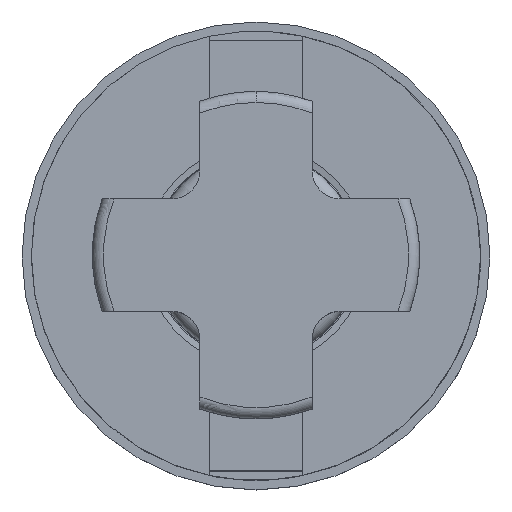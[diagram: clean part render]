
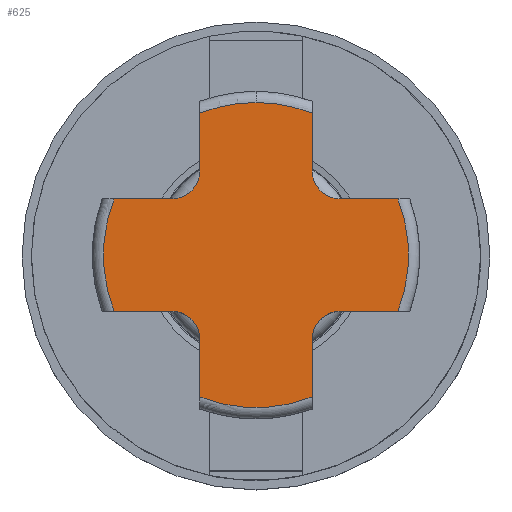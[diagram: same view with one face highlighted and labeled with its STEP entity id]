
A CAD part, top view. The second image highlights one B-rep face of the part: STEP entity #625.
In plain terms, the highlighted planar face has unit normal (0, 0, 1).
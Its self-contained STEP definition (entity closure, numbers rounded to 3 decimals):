
#473=CIRCLE('',#3129,16.3);
#489=CIRCLE('',#3153,16.3);
#490=CIRCLE('',#3154,3.);
#491=CIRCLE('',#3155,16.3);
#492=CIRCLE('',#3156,3.);
#493=CIRCLE('',#3157,16.3);
#494=CIRCLE('',#3158,3.);
#495=CIRCLE('',#3159,16.3);
#496=CIRCLE('',#3160,3.);
#625=ADVANCED_FACE('',(#843),#706,.T.);
#706=PLANE('',#3161);
#843=FACE_OUTER_BOUND('',#1014,.T.);
#1014=EDGE_LOOP('',(#1597,#1598,#1599,#1600,#1601,#1602,#1603,#1604,#1605,
#1606,#1607,#1608,#1609,#1610,#1611,#1612,#1613));
#1597=ORIENTED_EDGE('',*,*,#2425,.F.);
#1598=ORIENTED_EDGE('',*,*,#2426,.T.);
#1599=ORIENTED_EDGE('',*,*,#2427,.F.);
#1600=ORIENTED_EDGE('',*,*,#2428,.F.);
#1601=ORIENTED_EDGE('',*,*,#2429,.F.);
#1602=ORIENTED_EDGE('',*,*,#2397,.T.);
#1603=ORIENTED_EDGE('',*,*,#2430,.T.);
#1604=ORIENTED_EDGE('',*,*,#2431,.F.);
#1605=ORIENTED_EDGE('',*,*,#2432,.F.);
#1606=ORIENTED_EDGE('',*,*,#2433,.F.);
#1607=ORIENTED_EDGE('',*,*,#2434,.T.);
#1608=ORIENTED_EDGE('',*,*,#2435,.F.);
#1609=ORIENTED_EDGE('',*,*,#2436,.F.);
#1610=ORIENTED_EDGE('',*,*,#2437,.F.);
#1611=ORIENTED_EDGE('',*,*,#2438,.T.);
#1612=ORIENTED_EDGE('',*,*,#2439,.F.);
#1613=ORIENTED_EDGE('',*,*,#2440,.F.);
#2048=VERTEX_POINT('',#5081);
#2049=VERTEX_POINT('',#5083);
#2070=VERTEX_POINT('',#5158);
#2071=VERTEX_POINT('',#5159);
#2072=VERTEX_POINT('',#5161);
#2073=VERTEX_POINT('',#5163);
#2074=VERTEX_POINT('',#5165);
#2075=VERTEX_POINT('',#5168);
#2076=VERTEX_POINT('',#5170);
#2077=VERTEX_POINT('',#5172);
#2078=VERTEX_POINT('',#5174);
#2079=VERTEX_POINT('',#5176);
#2080=VERTEX_POINT('',#5178);
#2081=VERTEX_POINT('',#5180);
#2082=VERTEX_POINT('',#5182);
#2083=VERTEX_POINT('',#5184);
#2084=VERTEX_POINT('',#5186);
#2397=EDGE_CURVE('',#2049,#2048,#473,.T.);
#2425=EDGE_CURVE('',#2070,#2071,#2650,.T.);
#2426=EDGE_CURVE('',#2070,#2072,#489,.T.);
#2427=EDGE_CURVE('',#2073,#2072,#2651,.T.);
#2428=EDGE_CURVE('',#2074,#2073,#490,.T.);
#2429=EDGE_CURVE('',#2049,#2074,#2652,.T.);
#2430=EDGE_CURVE('',#2048,#2075,#491,.T.);
#2431=EDGE_CURVE('',#2076,#2075,#2653,.T.);
#2432=EDGE_CURVE('',#2077,#2076,#492,.T.);
#2433=EDGE_CURVE('',#2078,#2077,#2654,.T.);
#2434=EDGE_CURVE('',#2078,#2079,#493,.T.);
#2435=EDGE_CURVE('',#2080,#2079,#2655,.T.);
#2436=EDGE_CURVE('',#2081,#2080,#494,.T.);
#2437=EDGE_CURVE('',#2082,#2081,#2656,.T.);
#2438=EDGE_CURVE('',#2082,#2083,#495,.T.);
#2439=EDGE_CURVE('',#2084,#2083,#2657,.T.);
#2440=EDGE_CURVE('',#2071,#2084,#496,.T.);
#2650=LINE('',#5157,#2839);
#2651=LINE('',#5162,#2840);
#2652=LINE('',#5166,#2841);
#2653=LINE('',#5169,#2842);
#2654=LINE('',#5173,#2843);
#2655=LINE('',#5177,#2844);
#2656=LINE('',#5181,#2845);
#2657=LINE('',#5185,#2846);
#2839=VECTOR('',#3845,1.);
#2840=VECTOR('',#3848,1.);
#2841=VECTOR('',#3851,1.);
#2842=VECTOR('',#3854,1.);
#2843=VECTOR('',#3857,1.);
#2844=VECTOR('',#3860,1.);
#2845=VECTOR('',#3863,1.);
#2846=VECTOR('',#3866,1.);
#3129=AXIS2_PLACEMENT_3D('',#5082,#3787,#3788);
#3153=AXIS2_PLACEMENT_3D('',#5160,#3846,#3847);
#3154=AXIS2_PLACEMENT_3D('',#5164,#3849,#3850);
#3155=AXIS2_PLACEMENT_3D('',#5167,#3852,#3853);
#3156=AXIS2_PLACEMENT_3D('',#5171,#3855,#3856);
#3157=AXIS2_PLACEMENT_3D('',#5175,#3858,#3859);
#3158=AXIS2_PLACEMENT_3D('',#5179,#3861,#3862);
#3159=AXIS2_PLACEMENT_3D('',#5183,#3864,#3865);
#3160=AXIS2_PLACEMENT_3D('',#5187,#3867,#3868);
#3161=AXIS2_PLACEMENT_3D('',#5188,#3869,#3870);
#3787=DIRECTION('',(0.,0.,1.));
#3788=DIRECTION('',(0.,1.,0.));
#3845=DIRECTION('',(-1.,0.,0.));
#3846=DIRECTION('',(0.,0.,1.));
#3847=DIRECTION('',(0.,1.,0.));
#3848=DIRECTION('',(1.,0.,0.));
#3849=DIRECTION('',(0.,0.,1.));
#3850=DIRECTION('',(0.,1.,0.));
#3851=DIRECTION('',(0.,-1.,0.));
#3852=DIRECTION('',(0.,0.,1.));
#3853=DIRECTION('',(0.,1.,0.));
#3854=DIRECTION('',(0.,1.,0.));
#3855=DIRECTION('',(0.,0.,1.));
#3856=DIRECTION('',(0.,1.,0.));
#3857=DIRECTION('',(1.,0.,0.));
#3858=DIRECTION('',(0.,0.,1.));
#3859=DIRECTION('',(0.,1.,0.));
#3860=DIRECTION('',(-1.,0.,0.));
#3861=DIRECTION('',(0.,0.,1.));
#3862=DIRECTION('',(0.,1.,0.));
#3863=DIRECTION('',(0.,1.,0.));
#3864=DIRECTION('',(0.,0.,1.));
#3865=DIRECTION('',(0.,1.,0.));
#3866=DIRECTION('',(0.,-1.,0.));
#3867=DIRECTION('',(0.,0.,1.));
#3868=DIRECTION('',(0.,-1.,0.));
#3869=DIRECTION('',(0.,0.,1.));
#3870=DIRECTION('',(0.,-1.,0.));
#5081=CARTESIAN_POINT('',(0.,16.3,58.));
#5082=CARTESIAN_POINT('',(0.,0.,58.));
#5083=CARTESIAN_POINT('',(6.,15.156,58.));
#5157=CARTESIAN_POINT('',(16.439,-6.,58.));
#5158=CARTESIAN_POINT('',(15.156,-6.,58.));
#5159=CARTESIAN_POINT('',(9.,-6.,58.));
#5160=CARTESIAN_POINT('',(0.,0.,58.));
#5161=CARTESIAN_POINT('',(15.156,6.,58.));
#5162=CARTESIAN_POINT('',(16.439,6.,58.));
#5163=CARTESIAN_POINT('',(9.,6.,58.));
#5164=CARTESIAN_POINT('',(9.,9.,58.));
#5165=CARTESIAN_POINT('',(6.,9.,58.));
#5166=CARTESIAN_POINT('',(6.,9.,58.));
#5167=CARTESIAN_POINT('',(0.,0.,58.));
#5168=CARTESIAN_POINT('',(-6.,15.156,58.));
#5169=CARTESIAN_POINT('',(-6.,9.,58.));
#5170=CARTESIAN_POINT('',(-6.,9.,58.));
#5171=CARTESIAN_POINT('',(-9.,9.,58.));
#5172=CARTESIAN_POINT('',(-9.,6.,58.));
#5173=CARTESIAN_POINT('',(-16.439,6.,58.));
#5174=CARTESIAN_POINT('',(-15.156,6.,58.));
#5175=CARTESIAN_POINT('',(0.,0.,58.));
#5176=CARTESIAN_POINT('',(-15.156,-6.,58.));
#5177=CARTESIAN_POINT('',(-16.439,-6.,58.));
#5178=CARTESIAN_POINT('',(-9.,-6.,58.));
#5179=CARTESIAN_POINT('',(-9.,-9.,58.));
#5180=CARTESIAN_POINT('',(-6.,-9.,58.));
#5181=CARTESIAN_POINT('',(-6.,-9.,58.));
#5182=CARTESIAN_POINT('',(-6.,-15.156,58.));
#5183=CARTESIAN_POINT('',(0.,0.,58.));
#5184=CARTESIAN_POINT('',(6.,-15.156,58.));
#5185=CARTESIAN_POINT('',(6.,-9.,58.));
#5186=CARTESIAN_POINT('',(6.,-9.,58.));
#5187=CARTESIAN_POINT('',(9.,-9.,58.));
#5188=CARTESIAN_POINT('',(0.,0.,58.));
